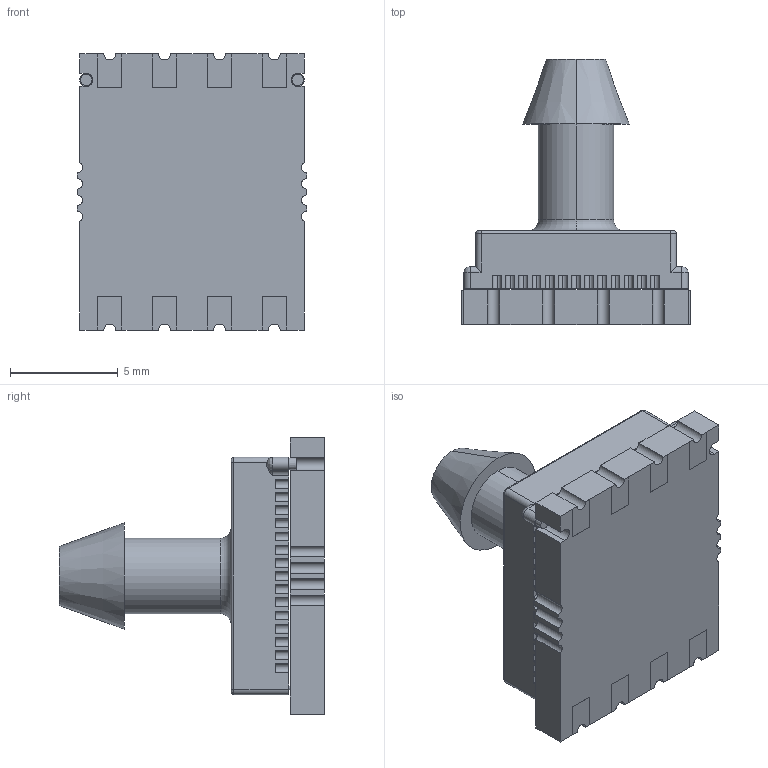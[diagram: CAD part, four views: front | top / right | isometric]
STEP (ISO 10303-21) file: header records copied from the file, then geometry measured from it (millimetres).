
FILE_DESCRIPTION (( 'STEP AP203' ), '1' );
FILE_NAME ('ELVX-HANN.STEP', '2024-01-08T19:13:56', ( '' ), ( '' ), 'SwSTEP 2.0', 'SolidWorks 2019', '' );
FILE_SCHEMA (( 'CONFIG_CONTROL_DESIGN' ));
Length unit declared in the file: inch
Products named in the file (3): ELVX-HANN; AS01-01-070 Rev A; PCB ELVX
Assembly tree (2 placements, depth 2):
  ELVX-HANN
    PCB ELVX
    AS01-01-070 Rev A
Bounding box: 10.65 x 12.28 x 12.8 mm (x, y, z)
Volume: 393 mm3; surface area: 955.1 mm2
Topology: 18 solids, 18 shells, 592 faces, 1613 edges, 1066 vertices
Faces by surface type: plane 301, cylinder 267, cone 14, bspline 6, torus 4
Entity records: 19201 total; most frequent: CARTESIAN_POINT 3403, DIRECTION 3359, ORIENTED_EDGE 3226, EDGE_CURVE 1613, AXIS2_PLACEMENT_3D 1159, VERTEX_POINT 1066, LINE 1041, VECTOR 1041
